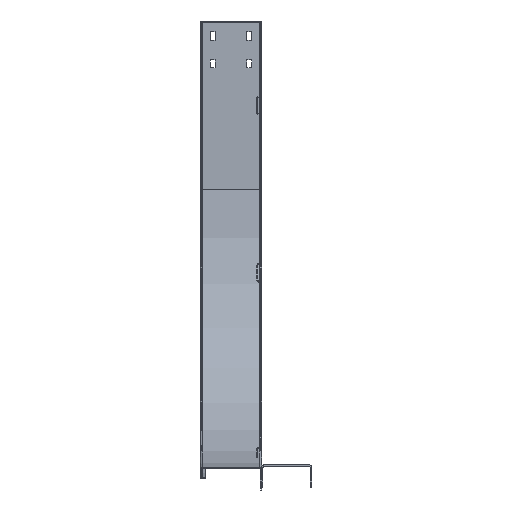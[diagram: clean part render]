
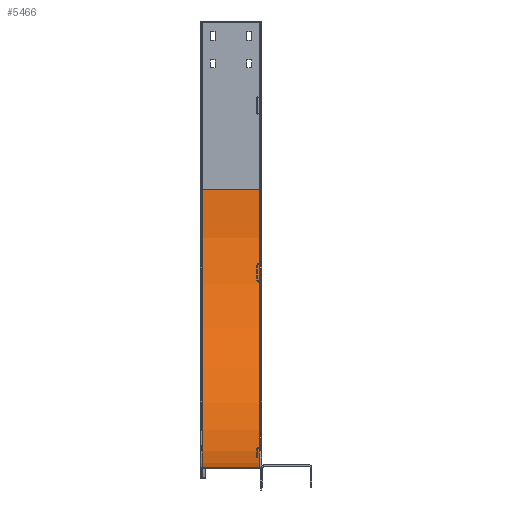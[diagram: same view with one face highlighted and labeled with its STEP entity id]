
A CAD part, left-side view. The second image highlights one B-rep face of the part: STEP entity #5466.
In plain terms, the highlighted cylindrical face has radius 500 mm (diameter 1000 mm), a partial arc.
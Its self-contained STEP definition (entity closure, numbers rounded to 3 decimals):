
#3764=CARTESIAN_POINT('',(-300.,3.5,500.));
#3765=DIRECTION('',(0.,1.,0.));
#3766=DIRECTION('',(0.,0.,-1.));
#3767=AXIS2_PLACEMENT_3D('',#3764,#3765,#3766);
#3861=DIRECTION('',(0.,1.,0.));
#3862=VECTOR('',#3861,103.);
#3863=CARTESIAN_POINT('',(-300.,3.5,0.));
#3864=LINE('',#3863,#3862);
#3865=DIRECTION('',(0.,-1.,0.));
#3866=VECTOR('',#3865,103.);
#3867=CARTESIAN_POINT('',(-800.,106.5,500.));
#3868=LINE('',#3867,#3866);
#4026=CARTESIAN_POINT('',(-300.,106.5,500.));
#4027=DIRECTION('',(0.,-1.,0.));
#4028=DIRECTION('',(-1.,0.,0.));
#4029=AXIS2_PLACEMENT_3D('',#4026,#4027,#4028);
#4672=CARTESIAN_POINT('',(-800.,106.5,500.));
#4674=VERTEX_POINT('',#4672);
#4677=CARTESIAN_POINT('',(-800.,3.5,500.));
#4679=VERTEX_POINT('',#4677);
#4701=CARTESIAN_POINT('',(-300.,106.5,0.));
#4702=VERTEX_POINT('',#4701);
#4715=CARTESIAN_POINT('',(-300.,3.5,0.));
#4716=VERTEX_POINT('',#4715);
#5453=CARTESIAN_POINT('',(-300.,0.,500.));
#5454=DIRECTION('',(0.,1.,0.));
#5455=DIRECTION('',(0.,0.,1.));
#5456=AXIS2_PLACEMENT_3D('',#5453,#5454,#5455);
#5457=CYLINDRICAL_SURFACE('',#5456,500.);
#5458=ORIENTED_EDGE('',*,*,#5374,.F.);
#5459=ORIENTED_EDGE('',*,*,#5349,.T.);
#5461=ORIENTED_EDGE('',*,*,#5460,.F.);
#5463=ORIENTED_EDGE('',*,*,#5462,.T.);
#5464=EDGE_LOOP('',(#5458,#5459,#5461,#5463));
#5465=FACE_OUTER_BOUND('',#5464,.F.);
#5466=ADVANCED_FACE('',(#5465),#5457,.F.);
#3768=CIRCLE('',#3767,500.);
#4030=CIRCLE('',#4029,500.);
#5349=EDGE_CURVE('',#4716,#4679,#3768,.T.);
#5374=EDGE_CURVE('',#4716,#4702,#3864,.T.);
#5460=EDGE_CURVE('',#4674,#4679,#3868,.T.);
#5462=EDGE_CURVE('',#4674,#4702,#4030,.T.);
